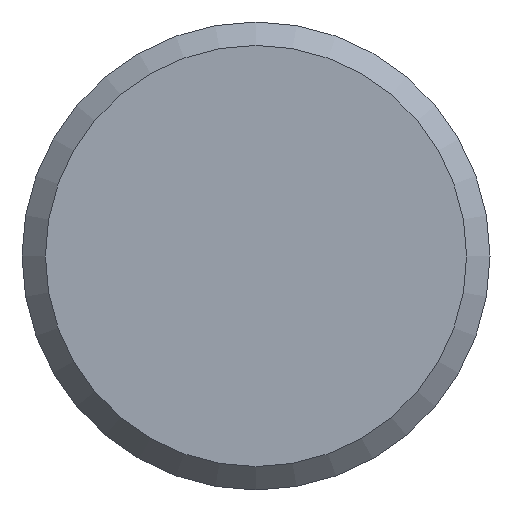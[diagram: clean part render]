
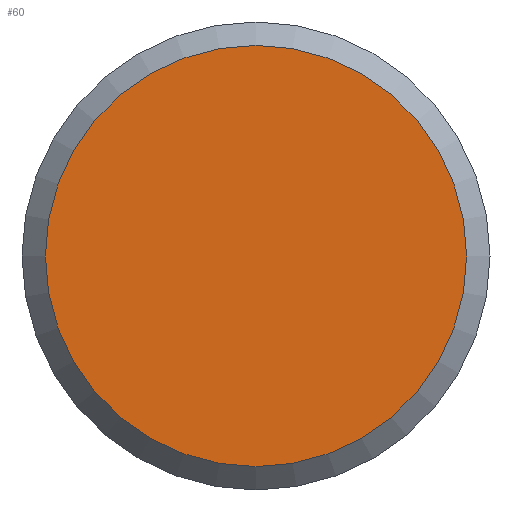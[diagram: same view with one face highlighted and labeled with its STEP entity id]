
A CAD part, left-side view. The second image highlights one B-rep face of the part: STEP entity #60.
In plain terms, the highlighted planar face has unit normal (-1, 0, 0).
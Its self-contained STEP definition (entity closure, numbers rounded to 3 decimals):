
#16=PLANE('',#71);
#25=FACE_OUTER_BOUND('',#33,.T.);
#33=EDGE_LOOP('',(#53));
#37=CIRCLE('',#70,2.25);
#41=VERTEX_POINT('',#103);
#45=EDGE_CURVE('',#41,#41,#37,.T.);
#53=ORIENTED_EDGE('',*,*,#45,.F.);
#60=ADVANCED_FACE('',(#25),#16,.T.);
#70=AXIS2_PLACEMENT_3D('',#104,#88,#89);
#71=AXIS2_PLACEMENT_3D('',#105,#90,#91);
#88=DIRECTION('center_axis',(1.,0.,0.));
#89=DIRECTION('ref_axis',(0.,-1.,0.));
#90=DIRECTION('center_axis',(-1.,0.,0.));
#91=DIRECTION('ref_axis',(0.,0.,1.));
#103=CARTESIAN_POINT('',(-25.,2.25,0.));
#104=CARTESIAN_POINT('Origin',(-25.,0.,0.));
#105=CARTESIAN_POINT('Origin',(-25.,1.25,0.));
